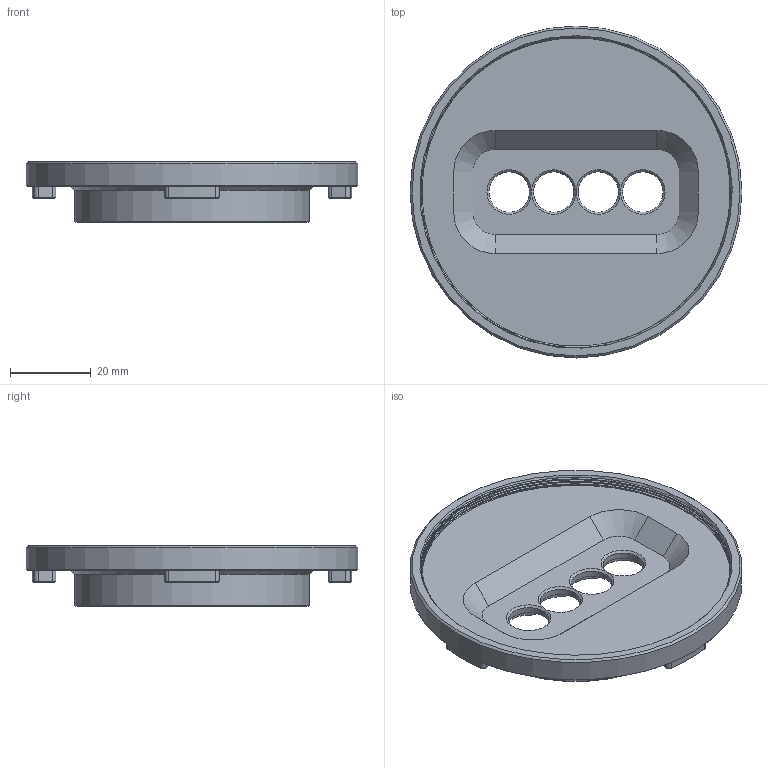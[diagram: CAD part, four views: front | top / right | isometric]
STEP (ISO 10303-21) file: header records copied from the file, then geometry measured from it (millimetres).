
FILE_DESCRIPTION(/* description */ ('Unknown'),/* implementation_level */ '2;1');
FILE_NAME(/* name */ 'nishiKodak-fujiGFX_mainBody',/* time_stamp */ '2025-04-08T09:55:41-10:00',/* author */ ('Unknown'),/* organization */ ('Unknown'),/* preprocessor_version */ 'ST-DEVELOPER v18.1',/* originating_system */ 'Solid Edge',/* authorisation */ 'Unknown');
FILE_SCHEMA (('AUTOMOTIVE_DESIGN {1 0 10303 214 3 1 1}'));
Length unit declared in the file: millimetre
Products named in the file (2): nishiKodak; nishiKodak_GFX_mainBody
Assembly tree (1 placements, depth 2):
  nishiKodak
    nishiKodak_GFX_mainBody
Bounding box: 82 x 82 x 14.95 mm (x, y, z)
Volume: 25535.8 mm3; surface area: 15705.6 mm2
Topology: 1 solids, 1 shells, 146 faces, 354 edges, 224 vertices
Faces by surface type: cylinder 53, cone 48, plane 43, bspline 2
Full cylindrical faces by diameter (mm): 1.4 x8, 10 x4, 58 x1, 82 x1
Entity records: 4629 total; most frequent: CARTESIAN_POINT 1348, DIRECTION 734, ORIENTED_EDGE 594, AXIS2_PLACEMENT_3D 304, EDGE_CURVE 297, VERTEX_POINT 199, EDGE_LOOP 198, FACE_BOUND 198
